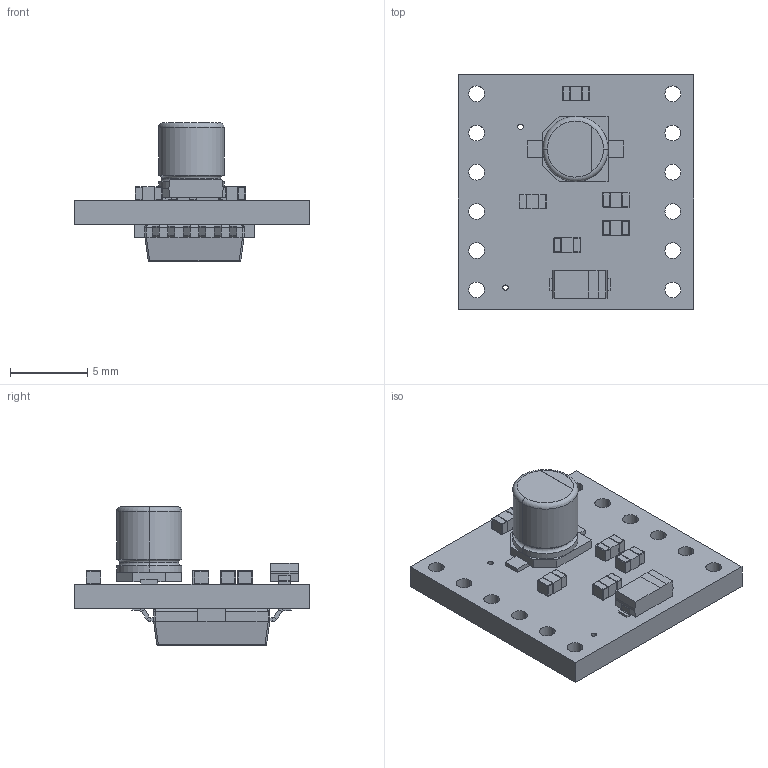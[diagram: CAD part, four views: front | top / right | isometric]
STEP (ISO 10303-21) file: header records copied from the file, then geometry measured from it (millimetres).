
FILE_DESCRIPTION (( 'STEP AP214' ), '1' );
FILE_NAME ('driver_H v8.step', '2023-08-16T20:58:45', ( '' ), ( '' ), 'SwSTEP 2.0', 'SolidWorks 2020', '' );
FILE_SCHEMA (( 'AUTOMOTIVE_DESIGN' ));
Length unit declared in the file: millimetre
Products named in the file (7): SMA-SS34.step; 153CLV-0405.step; CONV_IFX9201SGAUMA1.step; CAPC1608X85.step; driver_H v8; Packages.step; Board.step
Assembly tree (10 placements, depth 3):
  driver_H v8
    Packages.step
      SMA-SS34.step
      153CLV-0405.step
      CONV_IFX9201SGAUMA1.step
      CAPC1608X85.step  x5
    Board.step
Bounding box: 15.24 x 15.2 x 8.98 mm (x, y, z)
Volume: 547.2 mm3; surface area: 967.9 mm2
Topology: 9 solids, 9 shells, 1015 faces, 2266 edges, 1289 vertices
Faces by surface type: plane 428, cylinder 350, sphere 160, bspline 71, torus 6
Entity records: 22429 total; most frequent: CARTESIAN_POINT 7135, ORIENTED_EDGE 2956, DIRECTION 2806, EDGE_CURVE 1478, LINE 1006, VECTOR 1006, AXIS2_PLACEMENT_3D 900, VERTEX_POINT 873
